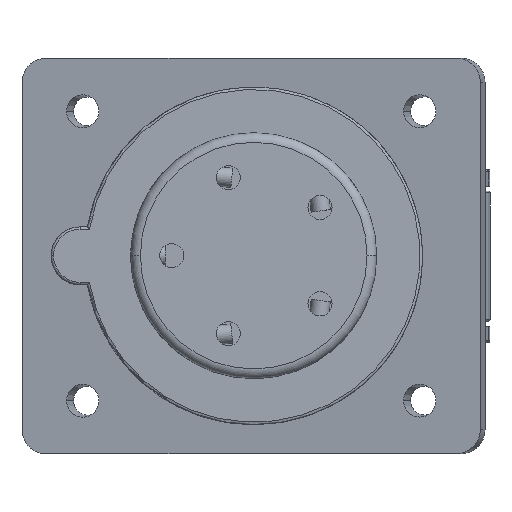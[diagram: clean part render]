
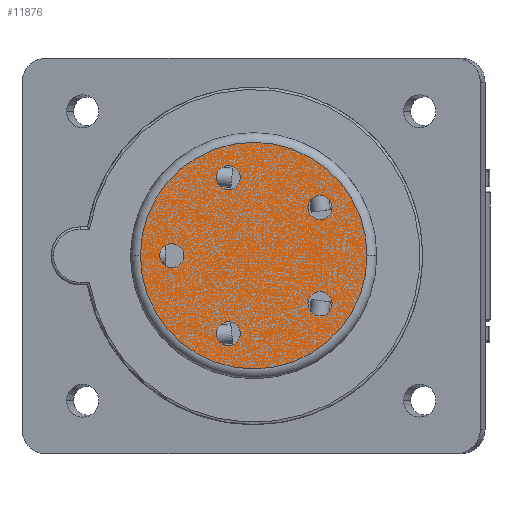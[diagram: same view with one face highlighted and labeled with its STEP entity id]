
A CAD part, top view. The second image highlights one B-rep face of the part: STEP entity #11876.
In plain terms, the highlighted planar face has unit normal (0, 0, 1).
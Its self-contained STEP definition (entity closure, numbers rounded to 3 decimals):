
#50 = DIRECTION ( 'NONE',  ( 0., 0., 1. ) ) ;
#100 = ORIENTED_EDGE ( 'NONE', *, *, #17997, .F. ) ;
#561 = DIRECTION ( 'NONE',  ( 0., 0., 1. ) ) ;
#590 = DIRECTION ( 'NONE',  ( 1., 0., 0. ) ) ;
#734 = AXIS2_PLACEMENT_3D ( 'NONE', #3211, #9761, #590 ) ;
#775 = CARTESIAN_POINT ( 'NONE',  ( 13.753, 9.992, 19. ) ) ;
#1080 = CARTESIAN_POINT ( 'NONE',  ( -5.253, -16.168, 19. ) ) ;
#1171 = CARTESIAN_POINT ( 'NONE',  ( 13.753, -9.992, 19. ) ) ;
#1314 = EDGE_CURVE ( 'NONE', #3451, #18953, #19145, .T. ) ;
#1599 = VERTEX_POINT ( 'NONE', #7354 ) ;
#2060 = FACE_BOUND ( 'NONE', #11313, .T. ) ;
#2091 = EDGE_CURVE ( 'NONE', #13902, #20046, #17348, .T. ) ;
#2253 = DIRECTION ( 'NONE',  ( 0., 0., 1. ) ) ;
#2534 = DIRECTION ( 'NONE',  ( 1., 0., 0. ) ) ;
#2605 = ORIENTED_EDGE ( 'NONE', *, *, #19517, .F. ) ;
#2664 = CIRCLE ( 'NONE', #6431, 2.5 ) ;
#2892 = DIRECTION ( 'NONE',  ( 1., 0., 0. ) ) ;
#3049 = EDGE_CURVE ( 'NONE', #10279, #1599, #7588, .T. ) ;
#3057 = FACE_BOUND ( 'NONE', #20222, .T. ) ;
#3116 = AXIS2_PLACEMENT_3D ( 'NONE', #18748, #9224, #15436 ) ;
#3165 = CARTESIAN_POINT ( 'NONE',  ( 13.753, 9.992, 19. ) ) ;
#3211 = CARTESIAN_POINT ( 'NONE',  ( -5.253, -16.168, 19. ) ) ;
#3215 = CARTESIAN_POINT ( 'NONE',  ( -14.5, 0., 19. ) ) ;
#3218 = CARTESIAN_POINT ( 'NONE',  ( -2.753, -16.168, 19. ) ) ;
#3280 = VERTEX_POINT ( 'NONE', #3218 ) ;
#3293 = DIRECTION ( 'NONE',  ( 1., 0., 0. ) ) ;
#3451 = VERTEX_POINT ( 'NONE', #5682 ) ;
#3453 = CIRCLE ( 'NONE', #4182, 23.5 ) ;
#3712 = DIRECTION ( 'NONE',  ( 1., 0., 0. ) ) ;
#3821 = DIRECTION ( 'NONE',  ( 0., 0., 1. ) ) ;
#4182 = AXIS2_PLACEMENT_3D ( 'NONE', #9567, #50, #9440 ) ;
#4184 = ORIENTED_EDGE ( 'NONE', *, *, #18862, .F. ) ;
#4214 = CARTESIAN_POINT ( 'NONE',  ( 0., 0., 19. ) ) ;
#4315 = CIRCLE ( 'NONE', #3116, 2.5 ) ;
#5054 = ORIENTED_EDGE ( 'NONE', *, *, #2091, .F. ) ;
#5294 = DIRECTION ( 'NONE',  ( 1., 0., 0. ) ) ;
#5400 = AXIS2_PLACEMENT_3D ( 'NONE', #9380, #17442, #2892 ) ;
#5682 = CARTESIAN_POINT ( 'NONE',  ( 11.253, 9.992, 19. ) ) ;
#5818 = EDGE_CURVE ( 'NONE', #18953, #3451, #15845, .T. ) ;
#6052 = ORIENTED_EDGE ( 'NONE', *, *, #19177, .F. ) ;
#6265 = CIRCLE ( 'NONE', #14493, 2.5 ) ;
#6268 = EDGE_CURVE ( 'NONE', #3280, #7878, #12314, .T. ) ;
#6322 = CARTESIAN_POINT ( 'NONE',  ( -19.5, 0., 19. ) ) ;
#6431 = AXIS2_PLACEMENT_3D ( 'NONE', #16288, #8158, #11400 ) ;
#6621 = CARTESIAN_POINT ( 'NONE',  ( 16.253, 9.992, 19. ) ) ;
#6664 = EDGE_LOOP ( 'NONE', ( #5054, #2605 ) ) ;
#7339 = DIRECTION ( 'NONE',  ( 0., 0., 1. ) ) ;
#7354 = CARTESIAN_POINT ( 'NONE',  ( 23.5, 0., 19. ) ) ;
#7575 = FACE_OUTER_BOUND ( 'NONE', #18258, .T. ) ;
#7588 = CIRCLE ( 'NONE', #8484, 23.5 ) ;
#7878 = VERTEX_POINT ( 'NONE', #17795 ) ;
#7918 = CARTESIAN_POINT ( 'NONE',  ( -17., 0., 19. ) ) ;
#8158 = DIRECTION ( 'NONE',  ( 0., 0., 1. ) ) ;
#8200 = ORIENTED_EDGE ( 'NONE', *, *, #19751, .F. ) ;
#8484 = AXIS2_PLACEMENT_3D ( 'NONE', #4214, #20250, #2534 ) ;
#8836 = CARTESIAN_POINT ( 'NONE',  ( -23.5, 0., 19. ) ) ;
#9088 = CARTESIAN_POINT ( 'NONE',  ( -2.753, 16.168, 19. ) ) ;
#9224 = DIRECTION ( 'NONE',  ( 0., 0., 1. ) ) ;
#9380 = CARTESIAN_POINT ( 'NONE',  ( -5.253, 16.168, 19. ) ) ;
#9440 = DIRECTION ( 'NONE',  ( 1., 0., 0. ) ) ;
#9514 = DIRECTION ( 'NONE',  ( 1., 0., 0. ) ) ;
#9567 = CARTESIAN_POINT ( 'NONE',  ( 0., 0., 19. ) ) ;
#9761 = DIRECTION ( 'NONE',  ( 0., 0., 1. ) ) ;
#10042 = FACE_BOUND ( 'NONE', #12780, .T. ) ;
#10279 = VERTEX_POINT ( 'NONE', #8836 ) ;
#10575 = ORIENTED_EDGE ( 'NONE', *, *, #1314, .F. ) ;
#10762 = CARTESIAN_POINT ( 'NONE',  ( 16.253, -9.992, 19. ) ) ;
#10904 = CARTESIAN_POINT ( 'NONE',  ( -7.753, 16.168, 19. ) ) ;
#11313 = EDGE_LOOP ( 'NONE', ( #16306, #4184 ) ) ;
#11358 = DIRECTION ( 'NONE',  ( 0., 0., 1. ) ) ;
#11400 = DIRECTION ( 'NONE',  ( 1., 0., 0. ) ) ;
#11571 = VERTEX_POINT ( 'NONE', #10762 ) ;
#11876 = ADVANCED_FACE ( 'NONE', ( #7575, #3057, #2060, #10042, #16779, #18496 ), #17909, .T. ) ;
#12144 = CARTESIAN_POINT ( 'NONE',  ( 11.253, -9.992, 19. ) ) ;
#12249 = DIRECTION ( 'NONE',  ( 1., 0., 0. ) ) ;
#12250 = AXIS2_PLACEMENT_3D ( 'NONE', #7918, #19029, #9514 ) ;
#12285 = AXIS2_PLACEMENT_3D ( 'NONE', #1080, #7339, #12249 ) ;
#12314 = CIRCLE ( 'NONE', #12285, 2.5 ) ;
#12780 = EDGE_LOOP ( 'NONE', ( #19721, #10575 ) ) ;
#12937 = ORIENTED_EDGE ( 'NONE', *, *, #3049, .T. ) ;
#13772 = AXIS2_PLACEMENT_3D ( 'NONE', #14949, #2253, #3712 ) ;
#13902 = VERTEX_POINT ( 'NONE', #3215 ) ;
#13932 = DIRECTION ( 'NONE',  ( 1., 0., 0. ) ) ;
#13955 = EDGE_CURVE ( 'NONE', #1599, #10279, #3453, .T. ) ;
#14287 = CIRCLE ( 'NONE', #734, 2.5 ) ;
#14493 = AXIS2_PLACEMENT_3D ( 'NONE', #1171, #15568, #13932 ) ;
#14567 = CIRCLE ( 'NONE', #5400, 2.5 ) ;
#14949 = CARTESIAN_POINT ( 'NONE',  ( 0., 0., 19. ) ) ;
#15057 = VERTEX_POINT ( 'NONE', #10904 ) ;
#15180 = DIRECTION ( 'NONE',  ( 1., 0., 0. ) ) ;
#15436 = DIRECTION ( 'NONE',  ( 1., 0., 0. ) ) ;
#15568 = DIRECTION ( 'NONE',  ( 0., 0., 1. ) ) ;
#15845 = CIRCLE ( 'NONE', #20112, 2.5 ) ;
#16288 = CARTESIAN_POINT ( 'NONE',  ( -5.253, 16.168, 19. ) ) ;
#16306 = ORIENTED_EDGE ( 'NONE', *, *, #20586, .F. ) ;
#16713 = VERTEX_POINT ( 'NONE', #12144 ) ;
#16779 = FACE_BOUND ( 'NONE', #20488, .T. ) ;
#17348 = CIRCLE ( 'NONE', #12250, 2.5 ) ;
#17442 = DIRECTION ( 'NONE',  ( 0., 0., 1. ) ) ;
#17536 = CARTESIAN_POINT ( 'NONE',  ( 13.753, -9.992, 19. ) ) ;
#17764 = ORIENTED_EDGE ( 'NONE', *, *, #13955, .T. ) ;
#17795 = CARTESIAN_POINT ( 'NONE',  ( -7.753, -16.168, 19. ) ) ;
#17808 = ORIENTED_EDGE ( 'NONE', *, *, #6268, .F. ) ;
#17909 = PLANE ( 'NONE',  #13772 ) ;
#17997 = EDGE_CURVE ( 'NONE', #15057, #20544, #2664, .T. ) ;
#18258 = EDGE_LOOP ( 'NONE', ( #17764, #12937 ) ) ;
#18496 = FACE_BOUND ( 'NONE', #6664, .T. ) ;
#18538 = CIRCLE ( 'NONE', #20122, 2.5 ) ;
#18748 = CARTESIAN_POINT ( 'NONE',  ( -17., 0., 19. ) ) ;
#18862 = EDGE_CURVE ( 'NONE', #16713, #11571, #18538, .T. ) ;
#18953 = VERTEX_POINT ( 'NONE', #6621 ) ;
#19029 = DIRECTION ( 'NONE',  ( 0., 0., 1. ) ) ;
#19145 = CIRCLE ( 'NONE', #19259, 2.5 ) ;
#19177 = EDGE_CURVE ( 'NONE', #20544, #15057, #14567, .T. ) ;
#19259 = AXIS2_PLACEMENT_3D ( 'NONE', #3165, #11358, #3293 ) ;
#19517 = EDGE_CURVE ( 'NONE', #20046, #13902, #4315, .T. ) ;
#19721 = ORIENTED_EDGE ( 'NONE', *, *, #5818, .F. ) ;
#19751 = EDGE_CURVE ( 'NONE', #7878, #3280, #14287, .T. ) ;
#20046 = VERTEX_POINT ( 'NONE', #6322 ) ;
#20112 = AXIS2_PLACEMENT_3D ( 'NONE', #775, #3821, #15180 ) ;
#20122 = AXIS2_PLACEMENT_3D ( 'NONE', #17536, #561, #5294 ) ;
#20222 = EDGE_LOOP ( 'NONE', ( #17808, #8200 ) ) ;
#20250 = DIRECTION ( 'NONE',  ( 0., 0., 1. ) ) ;
#20488 = EDGE_LOOP ( 'NONE', ( #6052, #100 ) ) ;
#20544 = VERTEX_POINT ( 'NONE', #9088 ) ;
#20586 = EDGE_CURVE ( 'NONE', #11571, #16713, #6265, .T. ) ;
